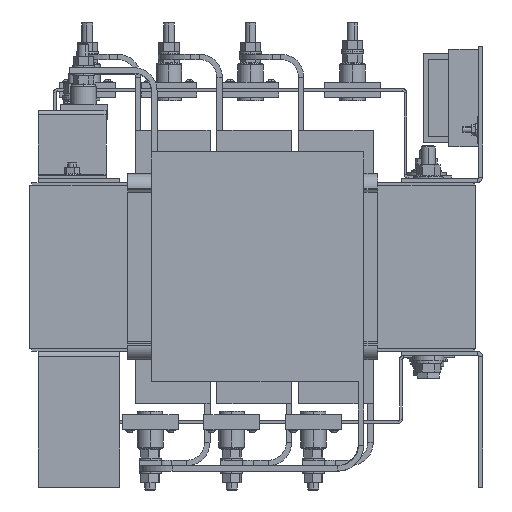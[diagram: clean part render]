
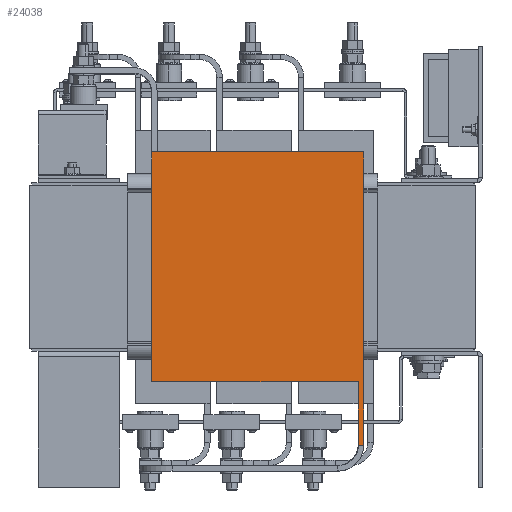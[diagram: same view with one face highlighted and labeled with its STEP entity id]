
A CAD part, left-side view. The second image highlights one B-rep face of the part: STEP entity #24038.
In plain terms, the highlighted planar face has unit normal (-1, 0, 0).
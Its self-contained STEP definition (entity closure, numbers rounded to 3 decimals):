
#223 = VERTEX_POINT ( 'NONE', #1370 ) ;
#1370 = CARTESIAN_POINT ( 'NONE',  ( -237.5, 203.45, -84.5 ) ) ;
#1607 = VECTOR ( 'NONE', #43816, 1000. ) ;
#2092 = DIRECTION ( 'NONE',  ( -1., 0., 0. ) ) ;
#2552 = CARTESIAN_POINT ( 'NONE',  ( -237.5, 47.45, -131.2 ) ) ;
#3062 = EDGE_CURVE ( 'Defeature ausgef�hrt1_1485+Defeature ausgef�hrt1_1498+Defeature ausgef�hrt1_1486+Defeature ausgef�hrt1_1501', #43104, #35755, #11593, .T. ) ;
#4013 = VECTOR ( 'NONE', #4418, 1000. ) ;
#4290 = ORIENTED_EDGE ( 'NONE', *, *, #40967, .F. ) ;
#4418 = DIRECTION ( 'NONE',  ( 0., 0., 1. ) ) ;
#7239 = DIRECTION ( 'NONE',  ( 0., 1., 0. ) ) ;
#8034 = CARTESIAN_POINT ( 'NONE',  ( -237.5, 47.45, -84.5 ) ) ;
#8935 = EDGE_CURVE ( 'Defeature ausgef�hrt1_1497+Defeature ausgef�hrt1_1485+Defeature ausgef�hrt1_1480+Defeature ausgef�hrt1_1500', #51418, #30546, #60350, .T. ) ;
#11593 = B_SPLINE_CURVE_WITH_KNOTS ( 'NONE', 3,
 ( #30893, #12222, #13444, #17364 ),
 .UNSPECIFIED., .F., .F.,
 ( 4, 4 ),
 ( 0., 0.088 ),
 .UNSPECIFIED. ) ;
#12222 = CARTESIAN_POINT ( 'NONE',  ( -237.5, 51.444, -100.067 ) ) ;
#13444 = CARTESIAN_POINT ( 'NONE',  ( -237.5, 51.438, -115.633 ) ) ;
#14453 = ORIENTED_EDGE ( 'NONE', *, *, #3062, .T. ) ;
#17364 = CARTESIAN_POINT ( 'NONE',  ( -237.5, 51.45, -131.2 ) ) ;
#18914 = CARTESIAN_POINT ( 'NONE',  ( -237.5, 51.45, -84.5 ) ) ;
#19047 = CARTESIAN_POINT ( 'NONE',  ( -237.5, 51.45, -131.2 ) ) ;
#19417 = LINE ( 'NONE', #28165, #4013 ) ;
#20912 = CARTESIAN_POINT ( 'NONE',  ( -237.5, 47.45, -84.5 ) ) ;
#21242 = LINE ( 'NONE', #40603, #26424 ) ;
#21332 = DIRECTION ( 'NONE',  ( 0., 1., 0. ) ) ;
#21366 = LINE ( 'NONE', #25766, #1607 ) ;
#21451 = ORIENTED_EDGE ( 'NONE', *, *, #29425, .T. ) ;
#21966 = VECTOR ( 'NONE', #7239, 1000. ) ;
#22579 = ORIENTED_EDGE ( 'NONE', *, *, #53895, .F. ) ;
#23425 = LINE ( 'NONE', #2552, #21966 ) ;
#24038 = ADVANCED_FACE ( 'Defeature ausgef�hrt1_1485', ( #25957 ), #48563, .T. ) ;
#25491 = CARTESIAN_POINT ( 'NONE',  ( -237.5, 47.45, -84.5 ) ) ;
#25766 = CARTESIAN_POINT ( 'NONE',  ( -237.5, 203.45, -84.5 ) ) ;
#25957 = FACE_OUTER_BOUND ( 'NONE', #35246, .T. ) ;
#26249 = CARTESIAN_POINT ( 'NONE',  ( -237.5, 47.45, -84.5 ) ) ;
#26424 = VECTOR ( 'NONE', #50423, 1000. ) ;
#27573 = AXIS2_PLACEMENT_3D ( 'NONE', #20912, #2092, #53274 ) ;
#28165 = CARTESIAN_POINT ( 'NONE',  ( -237.5, 47.45, -84.5 ) ) ;
#29425 = EDGE_CURVE ( 'Defeature ausgef�hrt1_1485+Defeature ausgef�hrt1_1480+Defeature ausgef�hrt1_1497+Defeature ausgef�hrt1_1483', #51418, #57649, #19417, .T. ) ;
#30546 = VERTEX_POINT ( 'NONE', #41761 ) ;
#30893 = CARTESIAN_POINT ( 'NONE',  ( -237.5, 51.45, -84.5 ) ) ;
#31567 = CARTESIAN_POINT ( 'NONE',  ( -237.5, 47.45, 84.5 ) ) ;
#34715 = CARTESIAN_POINT ( 'NONE',  ( -237.5, 47.45, -131.2 ) ) ;
#35246 = EDGE_LOOP ( 'NONE', ( #42732, #4290, #22579, #14453, #49442, #44708, #21451 ) ) ;
#35755 = VERTEX_POINT ( 'NONE', #19047 ) ;
#39425 = CARTESIAN_POINT ( 'NONE',  ( -237.5, 47.439, -115.657 ) ) ;
#40603 = CARTESIAN_POINT ( 'NONE',  ( -237.5, 47.45, 84.5 ) ) ;
#40967 = EDGE_CURVE ( 'Defeature ausgef�hrt1_1481+Defeature ausgef�hrt1_1485+Defeature ausgef�hrt1_1486+Defeature ausgef�hrt1_1483', #223, #52635, #21366, .T. ) ;
#41761 = CARTESIAN_POINT ( 'NONE',  ( -237.5, 47.45, -131.2 ) ) ;
#42454 = LINE ( 'NONE', #26249, #48335 ) ;
#42732 = ORIENTED_EDGE ( 'NONE', *, *, #58659, .T. ) ;
#43104 = VERTEX_POINT ( 'NONE', #18914 ) ;
#43816 = DIRECTION ( 'NONE',  ( 0., 0., 1. ) ) ;
#44568 = CARTESIAN_POINT ( 'NONE',  ( -237.5, 47.444, -100.078 ) ) ;
#44708 = ORIENTED_EDGE ( 'NONE', *, *, #8935, .F. ) ;
#48003 = CARTESIAN_POINT ( 'NONE',  ( -237.5, 203.45, 84.5 ) ) ;
#48335 = VECTOR ( 'NONE', #21332, 1000. ) ;
#48563 = PLANE ( 'NONE',  #27573 ) ;
#49442 = ORIENTED_EDGE ( 'NONE', *, *, #52926, .F. ) ;
#50423 = DIRECTION ( 'NONE',  ( 0., 1., 0. ) ) ;
#51418 = VERTEX_POINT ( 'NONE', #8034 ) ;
#52635 = VERTEX_POINT ( 'NONE', #48003 ) ;
#52926 = EDGE_CURVE ( 'Defeature ausgef�hrt1_1501+Defeature ausgef�hrt1_1485+Defeature ausgef�hrt1_1500+Defeature ausgef�hrt1_1502', #30546, #35755, #23425, .T. ) ;
#53274 = DIRECTION ( 'NONE',  ( 0., 0., 1. ) ) ;
#53895 = EDGE_CURVE ( 'Defeature ausgef�hrt1_1486+Defeature ausgef�hrt1_1485+Defeature ausgef�hrt1_1498+Defeature ausgef�hrt1_1481', #43104, #223, #42454, .T. ) ;
#57649 = VERTEX_POINT ( 'NONE', #31567 ) ;
#58659 = EDGE_CURVE ( 'Defeature ausgef�hrt1_1485+Defeature ausgef�hrt1_1483+Defeature ausgef�hrt1_1480+Defeature ausgef�hrt1_1481', #57649, #52635, #21242, .T. ) ;
#60350 = B_SPLINE_CURVE_WITH_KNOTS ( 'NONE', 3,
 ( #25491, #44568, #39425, #34715 ),
 .UNSPECIFIED., .F., .F.,
 ( 4, 4 ),
 ( 0., 0.088 ),
 .UNSPECIFIED. ) ;
